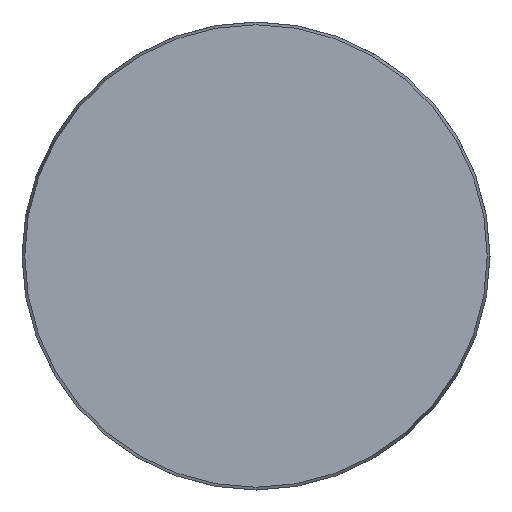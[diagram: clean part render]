
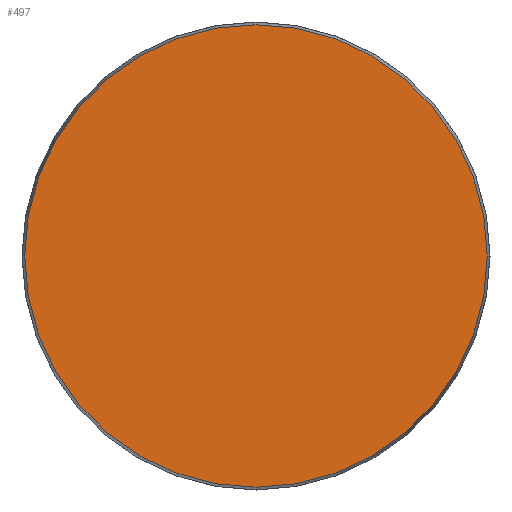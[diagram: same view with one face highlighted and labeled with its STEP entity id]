
A CAD part, front view. The second image highlights one B-rep face of the part: STEP entity #497.
In plain terms, the highlighted planar face has unit normal (0, -1, 0).
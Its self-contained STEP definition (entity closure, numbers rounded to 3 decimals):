
#89 = VERTEX_POINT ( 'NONE', #427 ) ;
#117 = DIRECTION ( 'NONE',  ( 0., 1., 0. ) ) ;
#125 = AXIS2_PLACEMENT_3D ( 'NONE', #375, #206, #549 ) ;
#206 = DIRECTION ( 'NONE',  ( 0., -1., 0. ) ) ;
#211 = CARTESIAN_POINT ( 'NONE',  ( -48.425, 0., 0. ) ) ;
#244 = PLANE ( 'NONE',  #537 ) ;
#291 = FACE_OUTER_BOUND ( 'NONE', #292, .T. ) ;
#292 = EDGE_LOOP ( 'NONE', ( #446 ) ) ;
#367 = CIRCLE ( 'NONE', #125, 48.425 ) ;
#375 = CARTESIAN_POINT ( 'NONE',  ( 0., 0., 0. ) ) ;
#419 = DIRECTION ( 'NONE',  ( 0., 0., 1. ) ) ;
#427 = CARTESIAN_POINT ( 'NONE',  ( 0., 0., -48.425 ) ) ;
#446 = ORIENTED_EDGE ( 'NONE', *, *, #505, .T. ) ;
#497 = ADVANCED_FACE ( 'NONE', ( #291 ), #244, .F. ) ;
#505 = EDGE_CURVE ( 'NONE', #89, #89, #367, .T. ) ;
#537 = AXIS2_PLACEMENT_3D ( 'NONE', #211, #117, #419 ) ;
#549 = DIRECTION ( 'NONE',  ( 0., 0., -1. ) ) ;
